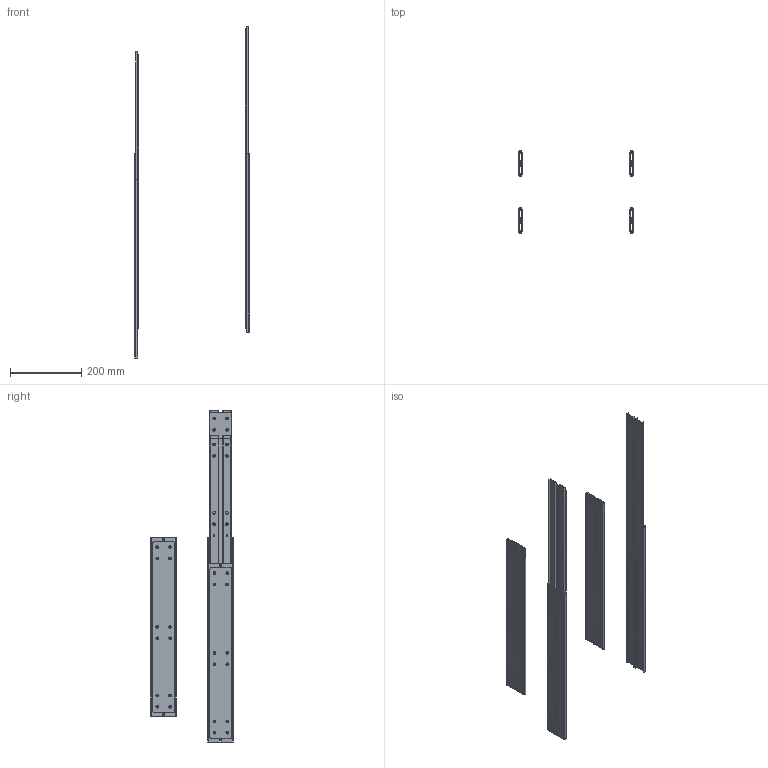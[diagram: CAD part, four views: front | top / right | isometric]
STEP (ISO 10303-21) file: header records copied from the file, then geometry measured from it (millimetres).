
FILE_DESCRIPTION((''),'2;1');
FILE_NAME('DZ6026-0050 for internet Open & Closed.stp','2015-02-19T12:42:57',('kchown'),(''),'Autodesk Inventor 2012','Autodesk Inventor 2012','');
FILE_SCHEMA(('AUTOMOTIVE_DESIGN { 1 0 10303 214 1 1 1 1 }'));
Length unit declared in the file: millimetre
Products named in the file (8): DZ6026-0050 for internet Open & Closed; DZ6026-0050 for internet closed; DZ6026-0050 Outer member; DZ6026-0050 inner member; DZ6026-0050 Tie Plate; DZ6026-0050 outer member_MIR1; DZ6026-0050  inner member_MIR1; DZ6026-0050 for internet open
Assembly tree (16 placements, depth 3):
  DZ6026-0050 for internet Open & Closed
    DZ6026-0050 for internet closed  x2
      DZ6026-0050 Outer member
      DZ6026-0050 inner member
      DZ6026-0050 Tie Plate
      DZ6026-0050 outer member_MIR1
      DZ6026-0050  inner member_MIR1
    DZ6026-0050 for internet open  x2
      DZ6026-0050 Outer member
      DZ6026-0050 inner member
      DZ6026-0050 Tie Plate
      DZ6026-0050 outer member_MIR1
      DZ6026-0050  inner member_MIR1
Bounding box: 325 x 231.78 x 931.37 mm (x, y, z)
Volume: 790586.1 mm3; surface area: 1142965.6 mm2
Topology: 24 solids, 24 shells, 704 faces, 1976 edges, 1320 vertices
Faces by surface type: plane 368, cylinder 336
Full cylindrical faces by diameter (mm): 4.3 x16, 7.4 x96
Entity records: 5434 total; most frequent: DIRECTION 908, CARTESIAN_POINT 882, ORIENTED_EDGE 832, EDGE_CURVE 416, AXIS2_PLACEMENT_3D 314, VERTEX_POINT 288, VECTOR 280, LINE 280
